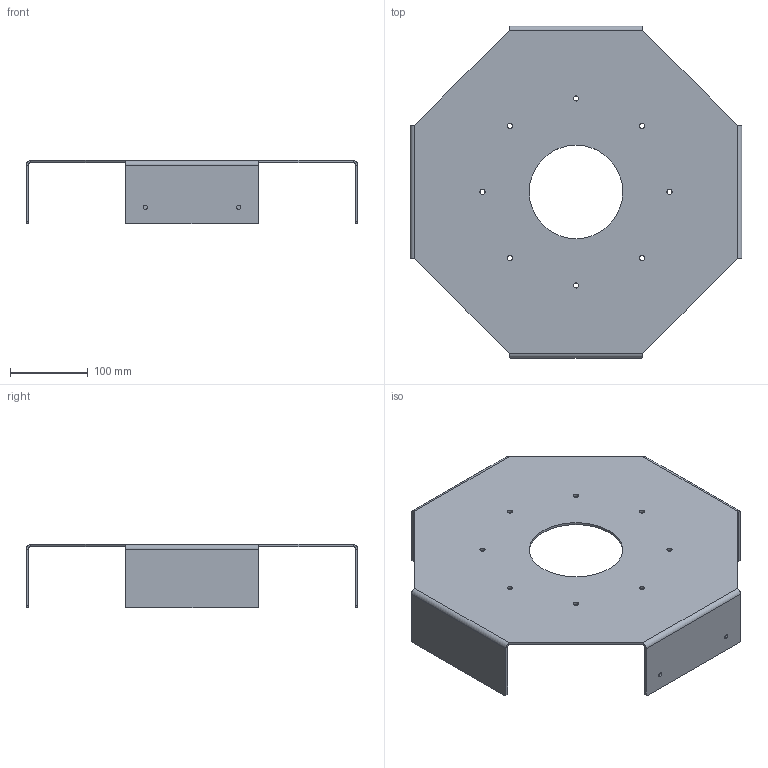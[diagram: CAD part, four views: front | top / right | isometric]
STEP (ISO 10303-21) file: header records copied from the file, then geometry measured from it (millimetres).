
FILE_DESCRIPTION(('FreeCAD Model'),'2;1');
FILE_NAME('Open CASCADE Shape Model','2024-03-09T18:51:29',(''),(''), 'Open CASCADE STEP processor 7.6','FreeCAD','Unknown');
FILE_SCHEMA(('AUTOMOTIVE_DESIGN { 1 0 10303 214 1 1 1 1 }'));
Length unit declared in the file: millimetre
Products named in the file (1): handle holes
Bounding box: 426 x 426 x 81 mm (x, y, z)
Volume: 554393.8 mm3; surface area: 377808.7 mm2
Topology: 1 solids, 1 shells, 73 faces, 181 edges, 110 vertices
Faces by surface type: plane 38, cylinder 35
Full cylindrical faces by diameter (mm): 5.5 x2, 6.6 x8, 9 x4, 120 x1
Entity records: 2231 total; most frequent: DIRECTION 399, CARTESIAN_POINT 365, ORIENTED_EDGE 362, EDGE_CURVE 181, AXIS2_PLACEMENT_3D 144, LINE 111, VECTOR 111, VERTEX_POINT 110
